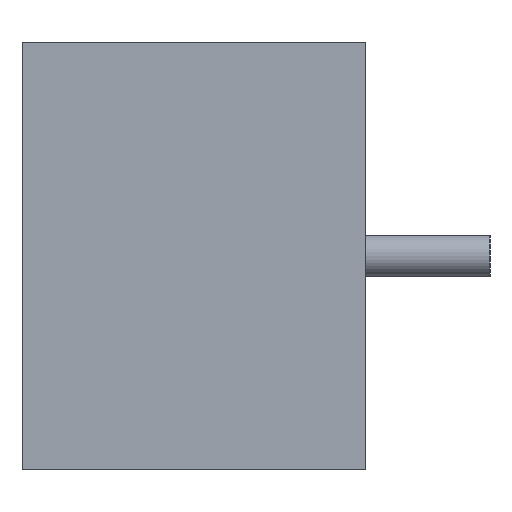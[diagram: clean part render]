
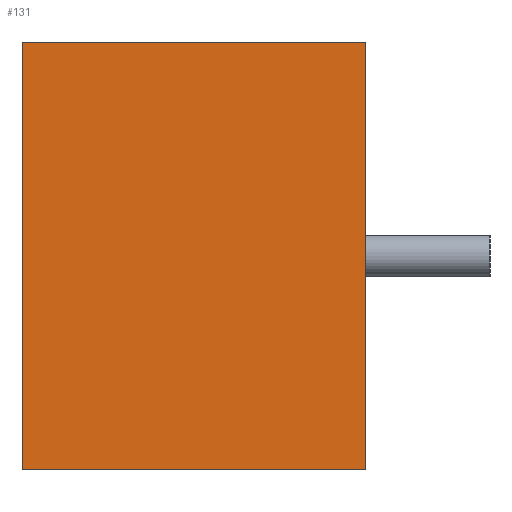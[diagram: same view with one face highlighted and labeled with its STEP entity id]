
A CAD part, left-side view. The second image highlights one B-rep face of the part: STEP entity #131.
In plain terms, the highlighted planar face has unit normal (-1, 0, 0).
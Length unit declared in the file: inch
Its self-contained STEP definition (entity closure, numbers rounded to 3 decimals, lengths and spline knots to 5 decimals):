
#25 = VECTOR ( 'NONE', #382, 39.37008 ) ;
#27 = LINE ( 'NONE', #364, #25 ) ;
#28 = VECTOR ( 'NONE', #390, 39.37008 ) ;
#31 = LINE ( 'NONE', #389, #28 ) ;
#38 = VECTOR ( 'NONE', #360, 39.37008 ) ;
#43 = LINE ( 'NONE', #367, #38 ) ;
#57 = VECTOR ( 'NONE', #399, 39.37008 ) ;
#61 = LINE ( 'NONE', #394, #57 ) ;
#74 = FACE_OUTER_BOUND ( 'NONE', #88, .T. ) ;
#88 = EDGE_LOOP ( 'NONE', ( #158, #157, #159, #161 ) ) ;
#89 = VERTEX_POINT ( 'NONE', #144 ) ;
#109 = PLANE ( 'NONE',  #294 ) ;
#111 = CARTESIAN_POINT ( 'NONE',  ( -0.965, 0.33, 0.205 ) ) ;
#112 = DIRECTION ( 'NONE',  ( 1., 0., 0. ) ) ;
#113 = DIRECTION ( 'NONE',  ( 0., 0., -1. ) ) ;
#125 = CARTESIAN_POINT ( 'NONE',  ( -0.965, 0., -0.205 ) ) ;
#129 = CARTESIAN_POINT ( 'NONE',  ( -0.965, 0., 0.205 ) ) ;
#131 = ADVANCED_FACE ( 'NONE', ( #74 ), #109, .F. ) ;
#144 = CARTESIAN_POINT ( 'NONE',  ( -0.965, 0.33, -0.205 ) ) ;
#156 = VERTEX_POINT ( 'NONE', #125 ) ;
#157 = ORIENTED_EDGE ( 'NONE', *, *, #312, .F. ) ;
#158 = ORIENTED_EDGE ( 'NONE', *, *, #306, .T. ) ;
#159 = ORIENTED_EDGE ( 'NONE', *, *, #314, .F. ) ;
#161 = ORIENTED_EDGE ( 'NONE', *, *, #289, .T. ) ;
#194 = VERTEX_POINT ( 'NONE', #129 ) ;
#200 = VERTEX_POINT ( 'NONE', #214 ) ;
#214 = CARTESIAN_POINT ( 'NONE',  ( -0.965, 0.33, 0.205 ) ) ;
#289 = EDGE_CURVE ( 'NONE', #89, #156, #61, .T. ) ;
#294 = AXIS2_PLACEMENT_3D ( 'NONE', #111, #112, #113 ) ;
#306 = EDGE_CURVE ( 'NONE', #156, #194, #43, .T. ) ;
#312 = EDGE_CURVE ( 'NONE', #200, #194, #31, .T. ) ;
#314 = EDGE_CURVE ( 'NONE', #89, #200, #27, .T. ) ;
#360 = DIRECTION ( 'NONE',  ( 0., 0., 1. ) ) ;
#364 = CARTESIAN_POINT ( 'NONE',  ( -0.965, 0.33, 0.205 ) ) ;
#367 = CARTESIAN_POINT ( 'NONE',  ( -0.965, 0., 0.205 ) ) ;
#382 = DIRECTION ( 'NONE',  ( 0., 0., 1. ) ) ;
#389 = CARTESIAN_POINT ( 'NONE',  ( -0.965, 0.33, 0.205 ) ) ;
#390 = DIRECTION ( 'NONE',  ( 0., -1., 0. ) ) ;
#394 = CARTESIAN_POINT ( 'NONE',  ( -0.965, 0.33, -0.205 ) ) ;
#399 = DIRECTION ( 'NONE',  ( 0., -1., 0. ) ) ;
